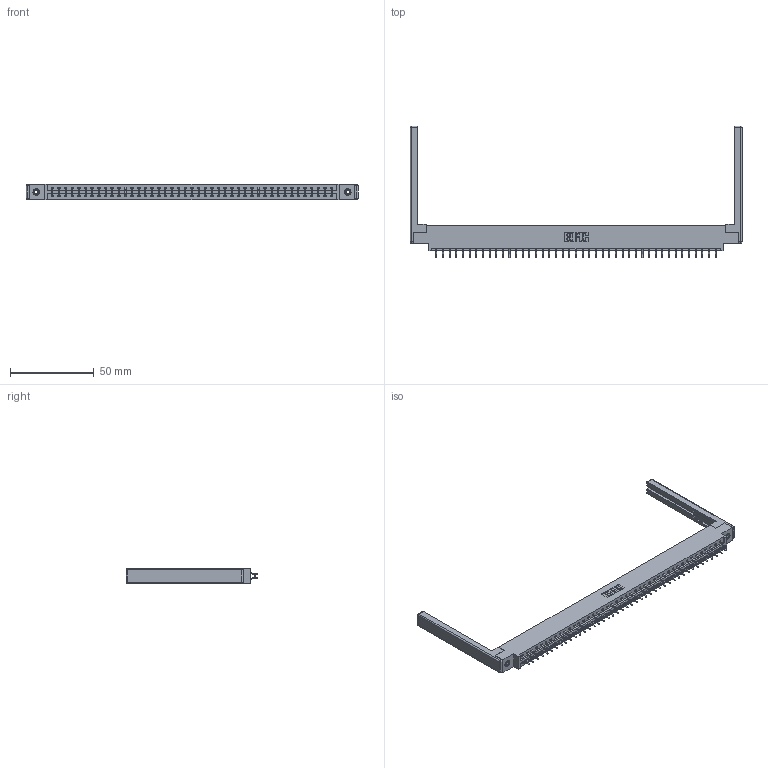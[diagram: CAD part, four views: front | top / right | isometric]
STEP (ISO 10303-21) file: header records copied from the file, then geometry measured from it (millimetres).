
FILE_DESCRIPTION (( 'STEP AP203' ), '1' );
FILE_NAME ('337-086-556-868.STEP', '2019-10-15T19:08:51', ( '' ), ( '' ), 'SwSTEP 2.0', 'SolidWorks 2016', '' );
FILE_SCHEMA (( 'CONFIG_CONTROL_DESIGN' ));
Length unit declared in the file: inch
Products named in the file (5): 345-292-001_556 Tail; 337 Part_0.170 Offset - 0.156 Dia-TI; 345-250-001_345-250-001-102; 307-220-068; 337-086-556-868
Assembly tree (91 placements, depth 2):
  337-086-556-868
    337 Part_0.170 Offset - 0.156 Dia-TI
    345-292-001_556 Tail  x86
    345-250-001_345-250-001-102  x2
    307-220-068  x2
Bounding box: 197.82 x 78.63 x 9.4 mm (x, y, z)
Volume: 25124.5 mm3; surface area: 27507.5 mm2
Topology: 91 solids, 91 shells, 5432 faces, 16107 edges, 10602 vertices
Faces by surface type: plane 3774, cylinder 1634, cone 12, sphere 8, torus 4
Entity records: 36322 total; most frequent: CARTESIAN_POINT 6099, ORIENTED_EDGE 6012, DIRECTION 5244, EDGE_CURVE 3006, LINE 2820, VECTOR 2820, VERTEX_POINT 1994, AXIS2_PLACEMENT_3D 1212
